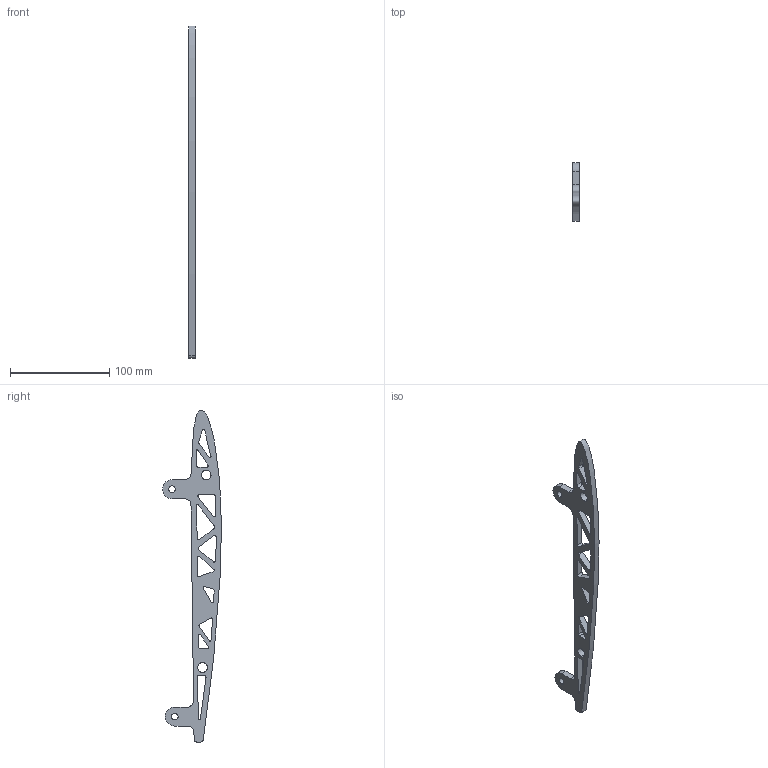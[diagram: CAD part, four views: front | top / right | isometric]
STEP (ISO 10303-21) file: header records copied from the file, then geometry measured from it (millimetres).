
FILE_DESCRIPTION (( 'STEP AP214' ), '1' );
FILE_NAME ('FW_MF_Insert.STEP', '2025-02-28T17:46:59', ( '' ), ( '' ), 'SwSTEP 2.0', 'SolidWorks 2024', '' );
FILE_SCHEMA (( 'AUTOMOTIVE_DESIGN' ));
Length unit declared in the file: inch
Products named in the file (1): FW_MF_Insert
Bounding box: 6.35 x 59.22 x 333.72 mm (x, y, z)
Volume: 38919.4 mm3; surface area: 22820.2 mm2
Topology: 1 solids, 1 shells, 94 faces, 276 edges, 184 vertices
Faces by surface type: cylinder 54, plane 37, bspline 3
Entity records: 3377 total; most frequent: CARTESIAN_POINT 702, DIRECTION 562, ORIENTED_EDGE 552, EDGE_CURVE 276, AXIS2_PLACEMENT_3D 200, VERTEX_POINT 184, LINE 162, VECTOR 162
